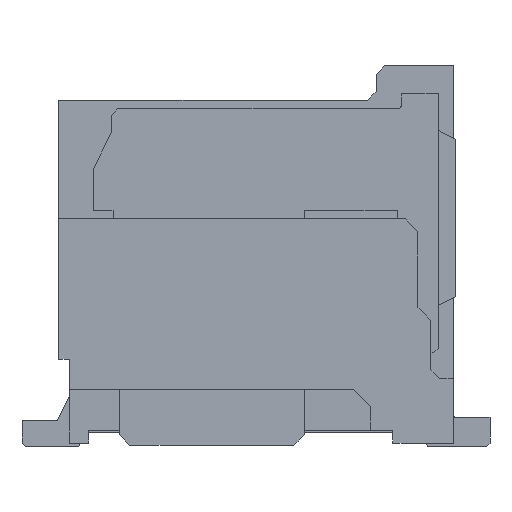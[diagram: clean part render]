
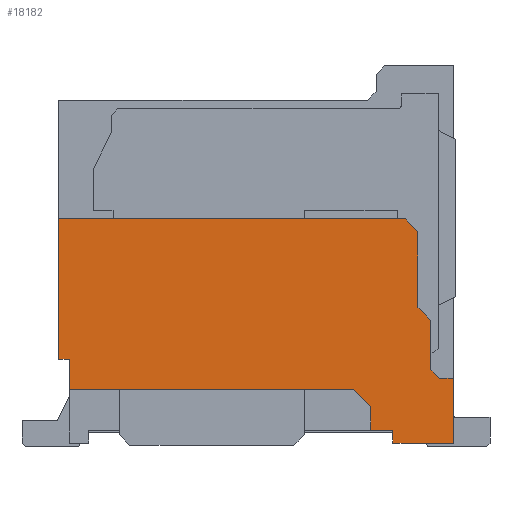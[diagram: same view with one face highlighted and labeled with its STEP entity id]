
A CAD part, left-side view. The second image highlights one B-rep face of the part: STEP entity #18182.
In plain terms, the highlighted planar face has unit normal (-1, 0, 0).
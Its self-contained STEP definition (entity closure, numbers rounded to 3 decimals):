
#5=DIRECTION('',(0.,-1.,0.));
#6=VECTOR('',#5,1.4);
#7=CARTESIAN_POINT('',(-9.65,-3.175,-4.375));
#8=LINE('',#7,#6);
#81=DIRECTION('',(0.,0.,1.));
#82=VECTOR('',#81,1.5);
#83=CARTESIAN_POINT('',(-9.65,-4.575,-4.375));
#84=LINE('',#83,#82);
#4744=DIRECTION('',(0.,0.,1.));
#4745=VECTOR('',#4744,3.25);
#4746=CARTESIAN_POINT('',(-9.65,4.575,-2.425));
#4747=LINE('',#4746,#4745);
#4748=DIRECTION('',(0.,-1.,0.));
#4749=VECTOR('',#4748,8.03);
#4750=CARTESIAN_POINT('',(-9.65,4.575,0.825));
#4751=LINE('',#4750,#4749);
#4752=DIRECTION('',(0.,0.707,0.707));
#4753=VECTOR('',#4752,0.424);
#4754=CARTESIAN_POINT('',(-9.65,-3.755,0.525));
#4755=LINE('',#4754,#4753);
#4756=DIRECTION('',(0.,0.,1.));
#4757=VECTOR('',#4756,1.75);
#4758=CARTESIAN_POINT('',(-9.65,-3.755,-1.225));
#4759=LINE('',#4758,#4757);
#4760=DIRECTION('',(0.,0.707,0.707));
#4761=VECTOR('',#4760,0.424);
#4762=CARTESIAN_POINT('',(-9.65,-4.055,-1.525));
#4763=LINE('',#4762,#4761);
#4764=DIRECTION('',(0.,0.,1.));
#4765=VECTOR('',#4764,1.15);
#4766=CARTESIAN_POINT('',(-9.65,-4.055,-2.675));
#4767=LINE('',#4766,#4765);
#4768=DIRECTION('',(0.,0.707,0.707));
#4769=VECTOR('',#4768,0.283);
#4770=CARTESIAN_POINT('',(-9.65,-4.255,-2.875));
#4771=LINE('',#4770,#4769);
#4772=DIRECTION('',(0.,1.,0.));
#4773=VECTOR('',#4772,0.32);
#4774=CARTESIAN_POINT('',(-9.65,-4.575,-2.875));
#4775=LINE('',#4774,#4773);
#4776=DIRECTION('',(0.,0.,1.));
#4777=VECTOR('',#4776,0.3);
#4778=CARTESIAN_POINT('',(-9.65,-3.175,-4.375));
#4779=LINE('',#4778,#4777);
#4780=DIRECTION('',(0.,1.,0.));
#4781=VECTOR('',#4780,0.52);
#4782=CARTESIAN_POINT('',(-9.65,-3.175,-4.075));
#4783=LINE('',#4782,#4781);
#4784=DIRECTION('',(0.,0.,1.));
#4785=VECTOR('',#4784,0.55);
#4786=CARTESIAN_POINT('',(-9.65,-2.655,-4.075));
#4787=LINE('',#4786,#4785);
#4788=DIRECTION('',(0.,-0.707,-0.707));
#4789=VECTOR('',#4788,0.566);
#4790=CARTESIAN_POINT('',(-9.65,-2.255,-3.125));
#4791=LINE('',#4790,#4789);
#4792=DIRECTION('',(0.,-1.,0.));
#4793=VECTOR('',#4792,6.58);
#4794=CARTESIAN_POINT('',(-9.65,4.325,-3.125));
#4795=LINE('',#4794,#4793);
#4796=DIRECTION('',(0.,0.,1.));
#4797=VECTOR('',#4796,0.7);
#4798=CARTESIAN_POINT('',(-9.65,4.325,-3.125));
#4799=LINE('',#4798,#4797);
#4800=DIRECTION('',(0.,-1.,0.));
#4801=VECTOR('',#4800,0.25);
#4802=CARTESIAN_POINT('',(-9.65,4.575,-2.425));
#4803=LINE('',#4802,#4801);
#9905=CARTESIAN_POINT('',(-9.65,-3.175,-4.075));
#9906=CARTESIAN_POINT('',(-9.65,-2.655,-4.075));
#9907=VERTEX_POINT('',#9905);
#9908=VERTEX_POINT('',#9906);
#10047=CARTESIAN_POINT('',(-9.65,-4.575,-2.875));
#10048=CARTESIAN_POINT('',(-9.65,-4.255,-2.875));
#10049=VERTEX_POINT('',#10047);
#10050=VERTEX_POINT('',#10048);
#10051=CARTESIAN_POINT('',(-9.65,-4.055,-2.675));
#10052=VERTEX_POINT('',#10051);
#10053=CARTESIAN_POINT('',(-9.65,-4.055,-1.525));
#10054=VERTEX_POINT('',#10053);
#10055=CARTESIAN_POINT('',(-9.65,-3.755,-1.225));
#10056=VERTEX_POINT('',#10055);
#10057=CARTESIAN_POINT('',(-9.65,-3.755,0.525));
#10058=VERTEX_POINT('',#10057);
#10059=CARTESIAN_POINT('',(-9.65,-3.455,0.825));
#10060=VERTEX_POINT('',#10059);
#10061=CARTESIAN_POINT('',(-9.65,4.575,0.825));
#10062=VERTEX_POINT('',#10061);
#10075=CARTESIAN_POINT('',(-9.65,-4.575,-4.375));
#10076=VERTEX_POINT('',#10075);
#10079=CARTESIAN_POINT('',(-9.65,4.575,-2.425));
#10080=VERTEX_POINT('',#10079);
#10145=CARTESIAN_POINT('',(-9.65,-2.255,-3.125));
#10146=CARTESIAN_POINT('',(-9.65,-2.655,-3.525));
#10147=VERTEX_POINT('',#10145);
#10148=VERTEX_POINT('',#10146);
#10172=CARTESIAN_POINT('',(-9.65,-3.175,-4.375));
#10174=VERTEX_POINT('',#10172);
#10481=CARTESIAN_POINT('',(-9.65,4.325,-2.425));
#10483=VERTEX_POINT('',#10481);
#10601=CARTESIAN_POINT('',(-9.65,4.325,-3.125));
#10602=VERTEX_POINT('',#10601);
#18148=CARTESIAN_POINT('',(-9.65,4.575,-4.375));
#18149=DIRECTION('',(-1.,0.,0.));
#18150=DIRECTION('',(0.,-1.,0.));
#18151=AXIS2_PLACEMENT_3D('',#18148,#18149,#18150);
#18152=PLANE('',#18151);
#18153=ORIENTED_EDGE('',*,*,#14194,.T.);
#18155=ORIENTED_EDGE('',*,*,#18154,.T.);
#18157=ORIENTED_EDGE('',*,*,#18156,.F.);
#18159=ORIENTED_EDGE('',*,*,#18158,.F.);
#18161=ORIENTED_EDGE('',*,*,#18160,.F.);
#18163=ORIENTED_EDGE('',*,*,#18162,.F.);
#18165=ORIENTED_EDGE('',*,*,#18164,.F.);
#18167=ORIENTED_EDGE('',*,*,#18166,.F.);
#18168=ORIENTED_EDGE('',*,*,#12993,.F.);
#18169=ORIENTED_EDGE('',*,*,#12892,.F.);
#18170=ORIENTED_EDGE('',*,*,#12961,.T.);
#18171=ORIENTED_EDGE('',*,*,#14127,.T.);
#18173=ORIENTED_EDGE('',*,*,#18172,.T.);
#18175=ORIENTED_EDGE('',*,*,#18174,.F.);
#18177=ORIENTED_EDGE('',*,*,#18176,.F.);
#18178=ORIENTED_EDGE('',*,*,#14739,.T.);
#18179=ORIENTED_EDGE('',*,*,#18087,.F.);
#18180=EDGE_LOOP('',(#18153,#18155,#18157,#18159,#18161,#18163,#18165,#18167,
#18168,#18169,#18170,#18171,#18173,#18175,#18177,#18178,#18179));
#18181=FACE_OUTER_BOUND('',#18180,.F.);
#18182=ADVANCED_FACE('',(#18181),#18152,.T.);
#12892=EDGE_CURVE('',#10174,#10076,#8,.T.);
#12961=EDGE_CURVE('',#10174,#9907,#4779,.T.);
#12993=EDGE_CURVE('',#10076,#10049,#84,.T.);
#14127=EDGE_CURVE('',#9907,#9908,#4783,.T.);
#14194=EDGE_CURVE('',#10080,#10062,#4747,.T.);
#14739=EDGE_CURVE('',#10602,#10483,#4799,.T.);
#18087=EDGE_CURVE('',#10080,#10483,#4803,.T.);
#18154=EDGE_CURVE('',#10062,#10060,#4751,.T.);
#18156=EDGE_CURVE('',#10058,#10060,#4755,.T.);
#18158=EDGE_CURVE('',#10056,#10058,#4759,.T.);
#18160=EDGE_CURVE('',#10054,#10056,#4763,.T.);
#18162=EDGE_CURVE('',#10052,#10054,#4767,.T.);
#18164=EDGE_CURVE('',#10050,#10052,#4771,.T.);
#18166=EDGE_CURVE('',#10049,#10050,#4775,.T.);
#18172=EDGE_CURVE('',#9908,#10148,#4787,.T.);
#18174=EDGE_CURVE('',#10147,#10148,#4791,.T.);
#18176=EDGE_CURVE('',#10602,#10147,#4795,.T.);
